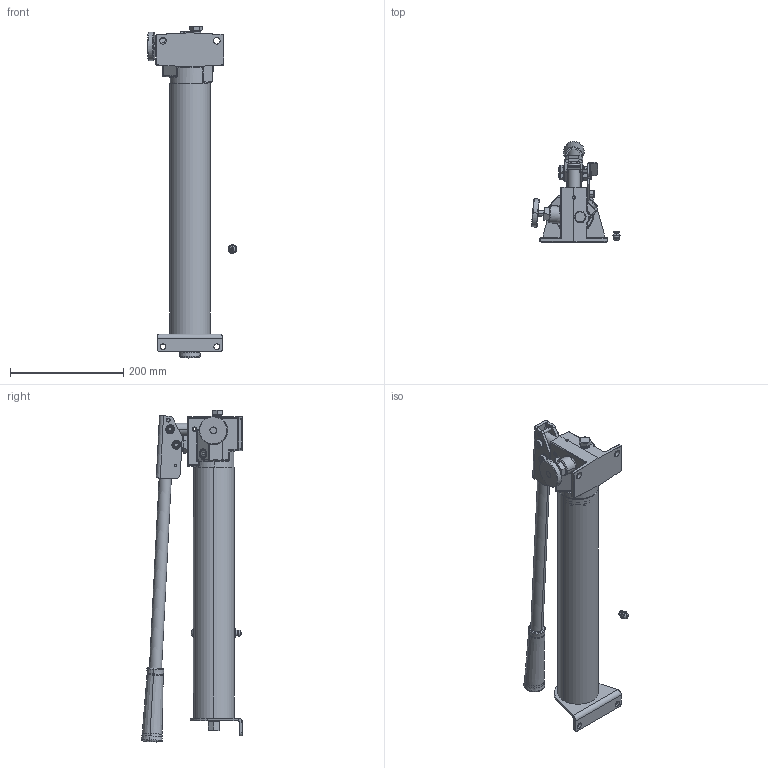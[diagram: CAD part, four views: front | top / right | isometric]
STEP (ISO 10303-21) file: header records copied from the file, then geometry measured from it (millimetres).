
FILE_DESCRIPTION (( 'STEP AP203' ), '1' );
FILE_NAME ('H2812.STEP', '2017-04-11T06:03:04', ( '' ), ( '' ), 'SwSTEP 2.0', 'SolidWorks 2017', '' );
FILE_SCHEMA (( 'CONFIG_CONTROL_DESIGN' ));
Length unit declared in the file: millimetre
Products named in the file (1): H2812
Bounding box: 157.55 x 178.86 x 586.27 mm (x, y, z)
Volume: 1029347.3 mm3; surface area: 439008.7 mm2
Topology: 37 solids, 37 shells, 1189 faces, 2699 edges, 1595 vertices
Faces by surface type: cylinder 420, cone 315, plane 303, bspline 62, torus 54, sphere 35
Entity records: 37704 total; most frequent: CARTESIAN_POINT 11372, DIRECTION 5684, ORIENTED_EDGE 5330, EDGE_CURVE 2665, AXIS2_PLACEMENT_3D 2334, VERTEX_POINT 1595, EDGE_LOOP 1322, CIRCLE 1206
